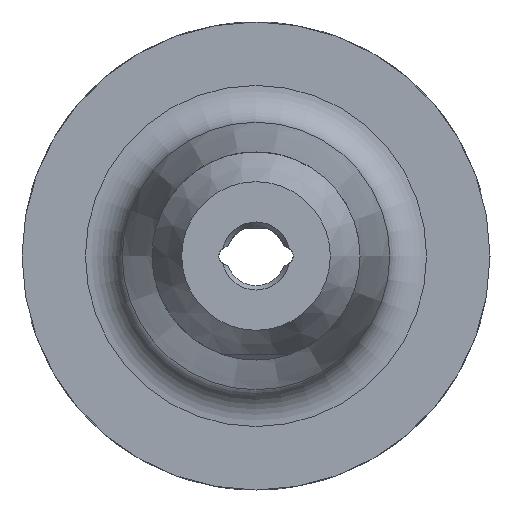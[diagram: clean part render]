
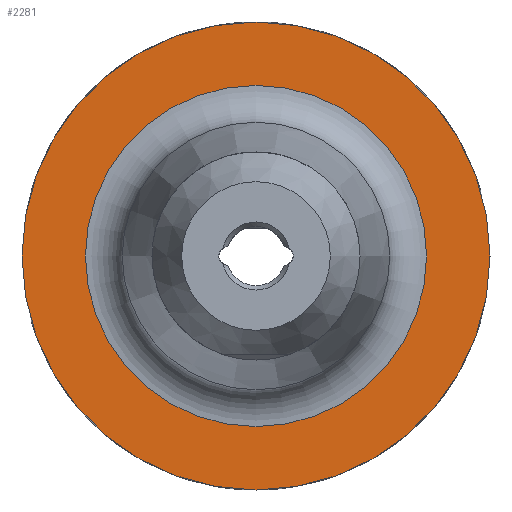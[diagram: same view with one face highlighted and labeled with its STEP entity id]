
A CAD part, left-side view. The second image highlights one B-rep face of the part: STEP entity #2281.
In plain terms, the highlighted planar face has unit normal (-1, 0, 0).
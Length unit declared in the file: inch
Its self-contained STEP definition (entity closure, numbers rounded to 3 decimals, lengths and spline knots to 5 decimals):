
#102=FACE_BOUND('',#407,.T.);
#145=PLANE('',#2545);
#266=FACE_OUTER_BOUND('',#406,.T.);
#406=EDGE_LOOP('',(#2008,#2009));
#407=EDGE_LOOP('',(#2010,#2011));
#619=CIRCLE('',#2356,1.24016);
#620=CIRCLE('',#2357,1.24016);
#716=CIRCLE('',#2543,0.90399);
#717=CIRCLE('',#2544,0.90399);
#869=VERTEX_POINT('',#3589);
#870=VERTEX_POINT('',#3591);
#1033=VERTEX_POINT('',#5268);
#1034=VERTEX_POINT('',#5270);
#1112=EDGE_CURVE('',#869,#870,#619,.T.);
#1113=EDGE_CURVE('',#870,#869,#620,.T.);
#1360=EDGE_CURVE('',#1034,#1033,#716,.T.);
#1361=EDGE_CURVE('',#1033,#1034,#717,.T.);
#2008=ORIENTED_EDGE('',*,*,#1113,.F.);
#2009=ORIENTED_EDGE('',*,*,#1112,.F.);
#2010=ORIENTED_EDGE('',*,*,#1360,.T.);
#2011=ORIENTED_EDGE('',*,*,#1361,.T.);
#2281=ADVANCED_FACE('',(#266,#102),#145,.T.);
#2356=AXIS2_PLACEMENT_3D('',#3592,#2681,#2682);
#2357=AXIS2_PLACEMENT_3D('',#3593,#2683,#2684);
#2543=AXIS2_PLACEMENT_3D('',#5271,#3120,#3121);
#2544=AXIS2_PLACEMENT_3D('',#5272,#3122,#3123);
#2545=AXIS2_PLACEMENT_3D('',#5273,#3124,#3125);
#2681=DIRECTION('center_axis',(1.,0.,0.));
#2682=DIRECTION('ref_axis',(0.,1.,0.));
#2683=DIRECTION('center_axis',(1.,0.,0.));
#2684=DIRECTION('ref_axis',(0.,1.,0.));
#3120=DIRECTION('center_axis',(1.,0.,0.));
#3121=DIRECTION('ref_axis',(0.,1.,0.));
#3122=DIRECTION('center_axis',(1.,0.,0.));
#3123=DIRECTION('ref_axis',(0.,1.,0.));
#3124=DIRECTION('center_axis',(-1.,0.,0.));
#3125=DIRECTION('ref_axis',(0.,0.,1.));
#3589=CARTESIAN_POINT('',(-0.86614,-1.24016,0.));
#3591=CARTESIAN_POINT('',(-0.86614,1.24016,0.));
#3592=CARTESIAN_POINT('Origin',(-0.86614,0.,
0.));
#3593=CARTESIAN_POINT('Origin',(-0.86614,0.,
0.));
#5268=CARTESIAN_POINT('',(-0.86614,0.,0.90399));
#5270=CARTESIAN_POINT('',(-0.86614,0.90399,0.));
#5271=CARTESIAN_POINT('Origin',(-0.86614,0.,
0.));
#5272=CARTESIAN_POINT('Origin',(-0.86614,0.,
0.));
#5273=CARTESIAN_POINT('Origin',(-0.86614,1.07208,0.));
